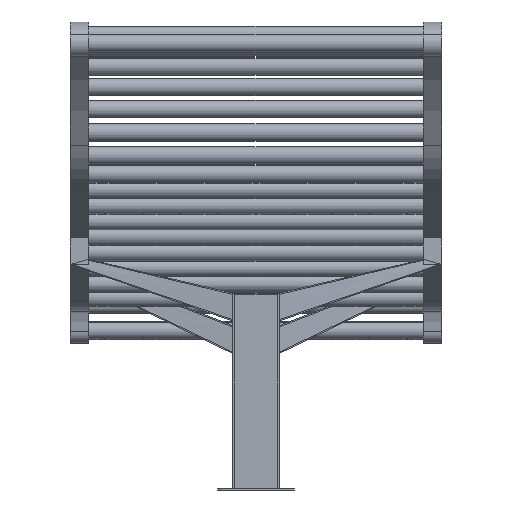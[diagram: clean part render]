
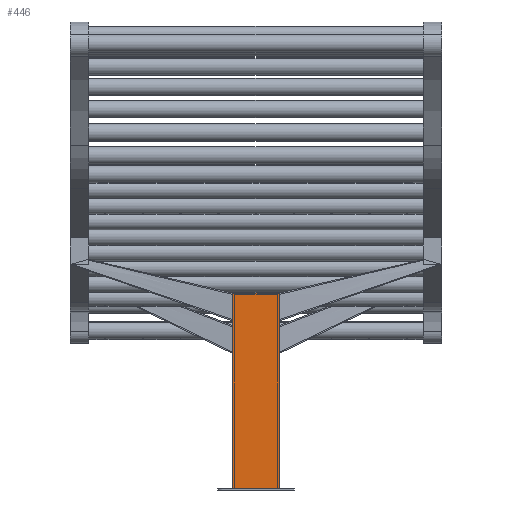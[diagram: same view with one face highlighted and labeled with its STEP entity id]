
A CAD part, front view. The second image highlights one B-rep face of the part: STEP entity #446.
In plain terms, the highlighted planar face has unit normal (0, -1, 0).
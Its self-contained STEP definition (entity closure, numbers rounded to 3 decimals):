
#446=ADVANCED_FACE('',(#1259),#1261,.T.);
#1259=FACE_BOUND('',#1260,.T.);
#1260=EDGE_LOOP('',(#8199,#8200,#8201,#8202,#8203,#8204));
#1261=PLANE('',#1262);
#1262=AXIS2_PLACEMENT_3D('',#1263,#1264,#1265);
#1263=CARTESIAN_POINT('',(-50.,-1300.,-338.936));
#1264=DIRECTION('',(0.,-1.,0.));
#1265=DIRECTION('',(1.,0.,0.));
#8199=ORIENTED_EDGE('',*,*,#10627,.F.);
#8200=ORIENTED_EDGE('',*,*,#10628,.F.);
#8201=ORIENTED_EDGE('',*,*,#10629,.T.);
#8202=ORIENTED_EDGE('',*,*,#10630,.T.);
#8203=ORIENTED_EDGE('',*,*,#10631,.F.);
#8204=ORIENTED_EDGE('',*,*,#10632,.F.);
#10627=EDGE_CURVE('',#11880,#11881,#11882,.F.);
#10628=EDGE_CURVE('',#11883,#11880,#11884,.T.);
#10629=EDGE_CURVE('',#11883,#11885,#11886,.T.);
#10630=EDGE_CURVE('',#11885,#11887,#11888,.T.);
#10631=EDGE_CURVE('',#11889,#11887,#11890,.T.);
#10632=EDGE_CURVE('',#11881,#11889,#11891,.T.);
#11880=VERTEX_POINT('',#14171);
#11881=VERTEX_POINT('',#14172);
#11882=LINE('',#14173,#14174);
#11883=VERTEX_POINT('',#14176);
#11884=LINE('',#14177,#14178);
#11885=VERTEX_POINT('',#14180);
#11886=LINE('',#14181,#14182);
#11887=VERTEX_POINT('',#14184);
#11888=LINE('',#14185,#14186);
#11889=VERTEX_POINT('',#14188);
#11890=LINE('',#14189,#14190);
#11891=LINE('',#14192,#14193);
#14171=CARTESIAN_POINT('',(-50.,-1300.,21.064));
#14172=CARTESIAN_POINT('',(-50.,-1300.,81.064));
#14173=CARTESIAN_POINT('',(-50.,-1300.,81.064));
#14174=VECTOR('',#14175,1.);
#14175=DIRECTION('',(0.,0.,-1.));
#14176=CARTESIAN_POINT('',(-50.,-1300.,-338.936));
#14177=CARTESIAN_POINT('',(-50.,-1300.,-338.936));
#14178=VECTOR('',#14179,1.);
#14179=DIRECTION('',(0.,0.,1.));
#14180=CARTESIAN_POINT('',(50.,-1300.,-338.936));
#14181=CARTESIAN_POINT('',(-50.,-1300.,-338.936));
#14182=VECTOR('',#14183,1.);
#14183=DIRECTION('',(1.,0.,0.));
#14184=CARTESIAN_POINT('',(50.,-1300.,21.064));
#14185=CARTESIAN_POINT('',(50.,-1300.,-338.936));
#14186=VECTOR('',#14187,1.);
#14187=DIRECTION('',(0.,0.,1.));
#14188=CARTESIAN_POINT('',(50.,-1300.,81.064));
#14189=CARTESIAN_POINT('',(50.,-1300.,81.064));
#14190=VECTOR('',#14191,1.);
#14191=DIRECTION('',(0.,0.,-1.));
#14192=CARTESIAN_POINT('',(-50.,-1300.,81.064));
#14193=VECTOR('',#14194,1.);
#14194=DIRECTION('',(1.,0.,0.));
